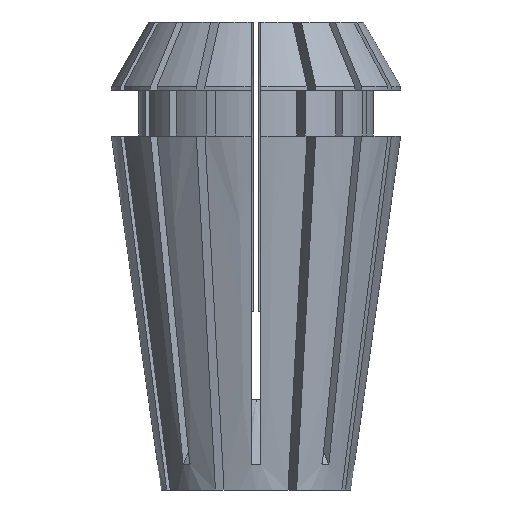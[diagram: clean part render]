
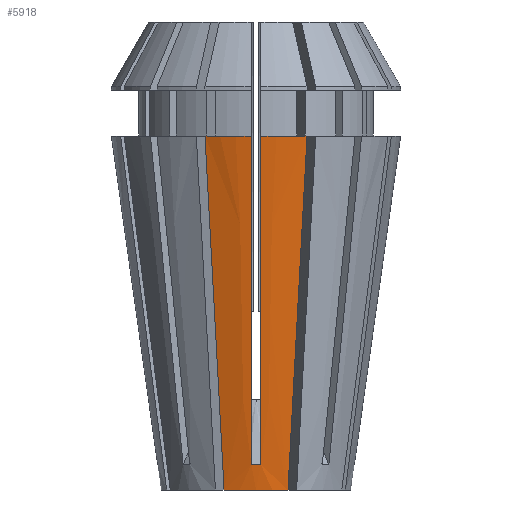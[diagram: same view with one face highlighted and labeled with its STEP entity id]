
A CAD part, left-side view. The second image highlights one B-rep face of the part: STEP entity #5918.
In plain terms, the highlighted conical face has half-angle 8 degrees and reference radius 5.577 mm.
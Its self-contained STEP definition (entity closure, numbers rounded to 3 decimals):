
#12 = CARTESIAN_POINT ( 'NONE',  ( 0., 0., 20.8 ) ) ;
#63 = ORIENTED_EDGE ( 'NONE', *, *, #606, .F. ) ;
#81 = CONICAL_SURFACE ( 'NONE', #3070, 5.577, 0.14 ) ;
#402 = CIRCLE ( 'NONE', #5491, 8.5 ) ;
#509 = EDGE_CURVE ( 'NONE', #1575, #4159, #4591, .T. ) ;
#523 = CARTESIAN_POINT ( 'NONE',  ( -5.252, -1.878, 0. ) ) ;
#531 = CARTESIAN_POINT ( 'NONE',  ( -5.252, 1.878, 0. ) ) ;
#569 = VERTEX_POINT ( 'NONE', #7314 ) ;
#606 = EDGE_CURVE ( 'NONE', #5484, #5304, #4490, .T. ) ;
#639 = CARTESIAN_POINT ( 'NONE',  ( -6.251, -0.275, 4.837 ) ) ;
#854 = CARTESIAN_POINT ( 'NONE',  ( -7.954, -2.997, 20.8 ) ) ;
#862 = CARTESIAN_POINT ( 'NONE',  ( -7.954, -2.997, 20.8 ) ) ;
#886 = B_SPLINE_CURVE_WITH_KNOTS ( 'NONE', 3,
 ( #4400, #6286, #6341, #6981, #7598, #639, #1817 ),
 .UNSPECIFIED., .F., .F.,
 ( 4, 3, 4 ),
 ( 0.033, 0.043, 0.053 ),
 .UNSPECIFIED. ) ;
#1396 = CARTESIAN_POINT ( 'NONE',  ( -7.314, 2.732, 15.874 ) ) ;
#1575 = VERTEX_POINT ( 'NONE', #4491 ) ;
#1580 = DIRECTION ( 'NONE',  ( -1., 0., 0. ) ) ;
#1656 = B_SPLINE_CURVE_WITH_KNOTS ( 'NONE', 3,
 ( #854, #5952, #7842, #4885, #3507, #7901, #5426 ),
 .UNSPECIFIED., .F., .F.,
 ( 4, 3, 4 ),
 ( 0., 0.015, 0.021 ),
 .UNSPECIFIED. ) ;
#1793 = CARTESIAN_POINT ( 'NONE',  ( -8.496, 0.275, 20.8 ) ) ;
#1817 = CARTESIAN_POINT ( 'NONE',  ( -5.783, -0.275, 1.508 ) ) ;
#1835 = DIRECTION ( 'NONE',  ( 0., 0., -1. ) ) ;
#1880 = CARTESIAN_POINT ( 'NONE',  ( -5.79, 0.092, 1.497 ) ) ;
#2010 = B_SPLINE_CURVE_WITH_KNOTS ( 'NONE', 3,
 ( #8005, #3013, #6217, #7435, #4301, #4242, #2410 ),
 .UNSPECIFIED., .F., .F.,
 ( 4, 3, 4 ),
 ( 0.033, 0.043, 0.053 ),
 .UNSPECIFIED. ) ;
#2020 = CARTESIAN_POINT ( 'NONE',  ( -5.252, 1.878, 0. ) ) ;
#2410 = CARTESIAN_POINT ( 'NONE',  ( -5.783, 0.275, 1.508 ) ) ;
#2505 = VERTEX_POINT ( 'NONE', #1793 ) ;
#2543 = ORIENTED_EDGE ( 'NONE', *, *, #3642, .T. ) ;
#2579 = DIRECTION ( 'NONE',  ( 0., 0., 1. ) ) ;
#2754 = CARTESIAN_POINT ( 'NONE',  ( -5.783, 0.275, 1.508 ) ) ;
#2899 = CARTESIAN_POINT ( 'NONE',  ( 0., 0., 20.8 ) ) ;
#3013 = CARTESIAN_POINT ( 'NONE',  ( -8.06, 0.275, 17.698 ) ) ;
#3070 = AXIS2_PLACEMENT_3D ( 'NONE', #4435, #2579, #5764 ) ;
#3106 = CARTESIAN_POINT ( 'NONE',  ( -5.79, -0.092, 1.497 ) ) ;
#3293 = CARTESIAN_POINT ( 'NONE',  ( -7.954, 2.997, 20.8 ) ) ;
#3507 = CARTESIAN_POINT ( 'NONE',  ( -5.773, -2.094, 4.015 ) ) ;
#3642 = EDGE_CURVE ( 'NONE', #2505, #1575, #402, .T. ) ;
#3764 = CIRCLE ( 'NONE', #7943, 8.5 ) ;
#3819 = ORIENTED_EDGE ( 'NONE', *, *, #8104, .F. ) ;
#3829 = ORIENTED_EDGE ( 'NONE', *, *, #5299, .F. ) ;
#3929 = CARTESIAN_POINT ( 'NONE',  ( -6.034, 2.202, 6.022 ) ) ;
#3936 = DIRECTION ( 'NONE',  ( -1., 0., 0. ) ) ;
#4159 = VERTEX_POINT ( 'NONE', #531 ) ;
#4242 = CARTESIAN_POINT ( 'NONE',  ( -6.251, 0.275, 4.837 ) ) ;
#4288 = FACE_OUTER_BOUND ( 'NONE', #5415, .T. ) ;
#4301 = CARTESIAN_POINT ( 'NONE',  ( -6.719, 0.275, 8.165 ) ) ;
#4370 = ORIENTED_EDGE ( 'NONE', *, *, #7864, .T. ) ;
#4400 = CARTESIAN_POINT ( 'NONE',  ( -8.496, -0.275, 20.8 ) ) ;
#4435 = CARTESIAN_POINT ( 'NONE',  ( 0., 0., 0. ) ) ;
#4490 = B_SPLINE_CURVE_WITH_KNOTS ( 'NONE', 3,
 ( #6291, #1880, #3106, #6319 ),
 .UNSPECIFIED., .F., .F.,
 ( 4, 4 ),
 ( 0., 0.001 ),
 .UNSPECIFIED. ) ;
#4491 = CARTESIAN_POINT ( 'NONE',  ( -7.954, 2.997, 20.8 ) ) ;
#4591 = B_SPLINE_CURVE_WITH_KNOTS ( 'NONE', 3,
 ( #3293, #1396, #7105, #3929, #5287, #5825, #2020 ),
 .UNSPECIFIED., .F., .F.,
 ( 4, 3, 4 ),
 ( 0., 0.015, 0.021 ),
 .UNSPECIFIED. ) ;
#4743 = ORIENTED_EDGE ( 'NONE', *, *, #7171, .T. ) ;
#4857 = VERTEX_POINT ( 'NONE', #862 ) ;
#4885 = CARTESIAN_POINT ( 'NONE',  ( -6.034, -2.202, 6.022 ) ) ;
#5255 = EDGE_CURVE ( 'NONE', #2505, #5484, #2010, .T. ) ;
#5287 = CARTESIAN_POINT ( 'NONE',  ( -5.773, 2.094, 4.015 ) ) ;
#5299 = EDGE_CURVE ( 'NONE', #7396, #4159, #6564, .T. ) ;
#5304 = VERTEX_POINT ( 'NONE', #7535 ) ;
#5415 = EDGE_LOOP ( 'NONE', ( #2543, #6980, #3829, #3819, #4743, #4370, #63, #7728 ) ) ;
#5426 = CARTESIAN_POINT ( 'NONE',  ( -5.252, -1.878, 0. ) ) ;
#5484 = VERTEX_POINT ( 'NONE', #2754 ) ;
#5491 = AXIS2_PLACEMENT_3D ( 'NONE', #12, #6472, #3936 ) ;
#5637 = CARTESIAN_POINT ( 'NONE',  ( 0., 0., 0. ) ) ;
#5764 = DIRECTION ( 'NONE',  ( 1., 0., 0. ) ) ;
#5825 = CARTESIAN_POINT ( 'NONE',  ( -5.512, 1.986, 2.007 ) ) ;
#5918 = ADVANCED_FACE ( 'NONE', ( #4288 ), #81, .T. ) ;
#5952 = CARTESIAN_POINT ( 'NONE',  ( -7.314, -2.732, 15.874 ) ) ;
#5980 = AXIS2_PLACEMENT_3D ( 'NONE', #5637, #1835, #6276 ) ;
#6217 = CARTESIAN_POINT ( 'NONE',  ( -7.623, 0.275, 14.596 ) ) ;
#6276 = DIRECTION ( 'NONE',  ( -1., 0., 0. ) ) ;
#6286 = CARTESIAN_POINT ( 'NONE',  ( -8.06, -0.275, 17.698 ) ) ;
#6291 = CARTESIAN_POINT ( 'NONE',  ( -5.783, 0.275, 1.508 ) ) ;
#6319 = CARTESIAN_POINT ( 'NONE',  ( -5.783, -0.275, 1.508 ) ) ;
#6341 = CARTESIAN_POINT ( 'NONE',  ( -7.623, -0.275, 14.596 ) ) ;
#6472 = DIRECTION ( 'NONE',  ( 0., 0., -1. ) ) ;
#6564 = CIRCLE ( 'NONE', #5980, 5.577 ) ;
#6980 = ORIENTED_EDGE ( 'NONE', *, *, #509, .T. ) ;
#6981 = CARTESIAN_POINT ( 'NONE',  ( -7.187, -0.275, 11.494 ) ) ;
#7105 = CARTESIAN_POINT ( 'NONE',  ( -6.674, 2.467, 10.948 ) ) ;
#7171 = EDGE_CURVE ( 'NONE', #4857, #569, #3764, .T. ) ;
#7314 = CARTESIAN_POINT ( 'NONE',  ( -8.496, -0.275, 20.8 ) ) ;
#7348 = DIRECTION ( 'NONE',  ( 0., 0., -1. ) ) ;
#7396 = VERTEX_POINT ( 'NONE', #523 ) ;
#7435 = CARTESIAN_POINT ( 'NONE',  ( -7.187, 0.275, 11.494 ) ) ;
#7535 = CARTESIAN_POINT ( 'NONE',  ( -5.783, -0.275, 1.508 ) ) ;
#7598 = CARTESIAN_POINT ( 'NONE',  ( -6.719, -0.275, 8.165 ) ) ;
#7728 = ORIENTED_EDGE ( 'NONE', *, *, #5255, .F. ) ;
#7842 = CARTESIAN_POINT ( 'NONE',  ( -6.674, -2.467, 10.948 ) ) ;
#7864 = EDGE_CURVE ( 'NONE', #569, #5304, #886, .T. ) ;
#7901 = CARTESIAN_POINT ( 'NONE',  ( -5.512, -1.986, 2.007 ) ) ;
#7943 = AXIS2_PLACEMENT_3D ( 'NONE', #2899, #7348, #1580 ) ;
#8005 = CARTESIAN_POINT ( 'NONE',  ( -8.496, 0.275, 20.8 ) ) ;
#8104 = EDGE_CURVE ( 'NONE', #4857, #7396, #1656, .T. ) ;
